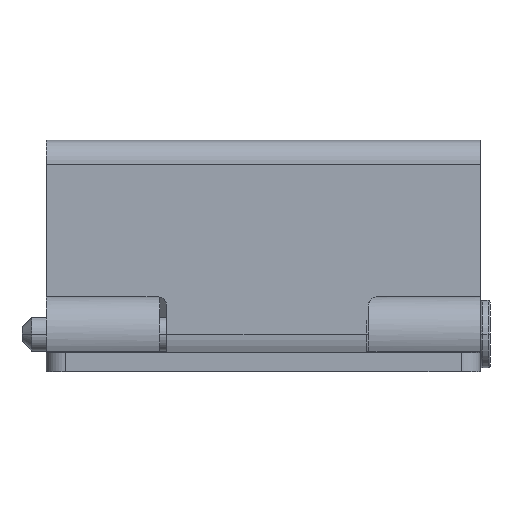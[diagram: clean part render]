
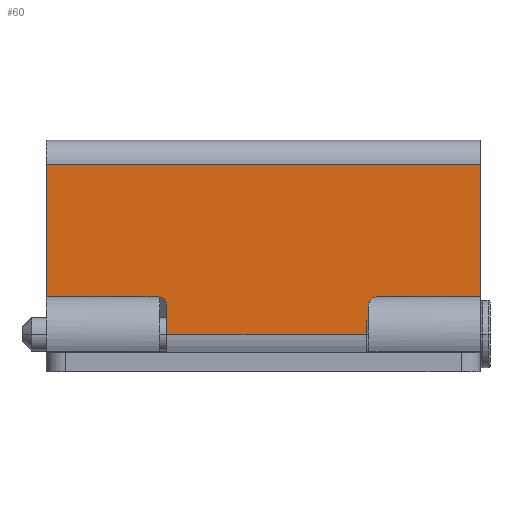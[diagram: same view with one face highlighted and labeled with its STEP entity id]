
A CAD part, left-side view. The second image highlights one B-rep face of the part: STEP entity #60.
In plain terms, the highlighted planar face has unit normal (-1, 0, 0.002).
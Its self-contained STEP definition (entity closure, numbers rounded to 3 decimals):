
#60=ADVANCED_FACE('',(#154),#1461,.T.);
#154=FACE_OUTER_BOUND('',#242,.T.);
#242=EDGE_LOOP('',(#492,#493,#494,#495,#496,#497,#498,#499,#500,#501));
#492=ORIENTED_EDGE('',*,*,#860,.T.);
#493=ORIENTED_EDGE('',*,*,#830,.T.);
#494=ORIENTED_EDGE('',*,*,#831,.F.);
#495=ORIENTED_EDGE('',*,*,#832,.F.);
#496=ORIENTED_EDGE('',*,*,#858,.T.);
#497=ORIENTED_EDGE('',*,*,#906,.T.);
#498=ORIENTED_EDGE('',*,*,#857,.T.);
#499=ORIENTED_EDGE('',*,*,#833,.F.);
#500=ORIENTED_EDGE('',*,*,#871,.T.);
#501=ORIENTED_EDGE('',*,*,#904,.T.);
#830=EDGE_CURVE('',#1331,#1360,#1207,.T.);
#831=EDGE_CURVE('',#1361,#1360,#1208,.T.);
#832=EDGE_CURVE('',#1328,#1361,#1209,.T.);
#833=EDGE_CURVE('',#1330,#1329,#1210,.T.);
#857=EDGE_CURVE('',#1368,#1329,#1234,.T.);
#858=EDGE_CURVE('',#1328,#1369,#1235,.T.);
#860=EDGE_CURVE('',#1370,#1331,#1236,.T.);
#871=EDGE_CURVE('',#1330,#1374,#1245,.T.);
#904=EDGE_CURVE('',#1374,#1370,#1258,.T.);
#906=EDGE_CURVE('',#1369,#1368,#1260,.T.);
#1207=B_SPLINE_CURVE_WITH_KNOTS('',1,(#2446,#2447),.UNSPECIFIED.,.F.,.F.,
(2,2),(-201.087,-187.38),.UNSPECIFIED.);
#1208=B_SPLINE_CURVE_WITH_KNOTS('',1,(#2448,#2449),.UNSPECIFIED.,.F.,.F.,
(2,2),(0.,45.),.UNSPECIFIED.);
#1209=B_SPLINE_CURVE_WITH_KNOTS('',1,(#2450,#2451),.UNSPECIFIED.,.F.,.F.,
(2,2),(-201.087,-187.38),.UNSPECIFIED.);
#1210=B_SPLINE_CURVE_WITH_KNOTS('',1,(#2452,#2453),.UNSPECIFIED.,.F.,.F.,
(2,2),(11.6,32.5),.UNSPECIFIED.);
#1234=B_SPLINE_CURVE_WITH_KNOTS('',1,(#2500,#2501),.UNSPECIFIED.,.F.,.F.,
(2,2),(202.087,204.979),.UNSPECIFIED.);
#1235=B_SPLINE_CURVE_WITH_KNOTS('',1,(#2502,#2503),.UNSPECIFIED.,.F.,.F.,
(2,2),(7.8,19.3),.UNSPECIFIED.);
#1236=B_SPLINE_CURVE_WITH_KNOTS('',1,(#2506,#2507),.UNSPECIFIED.,.F.,.F.,
(2,2),(57.8,68.4),.UNSPECIFIED.);
#1245=B_SPLINE_CURVE_WITH_KNOTS('',1,(#2530,#2531),.UNSPECIFIED.,.F.,.F.,
(2,2),(-204.979,-202.087),.UNSPECIFIED.);
#1258=B_SPLINE_CURVE_WITH_KNOTS('',3,(#2630,#2631,#2632,#2633,#2634,#2635,
#2636,#2637,#2638,#2639,#2640,#2641,#2642,#2643,#2644,#2645,#2646,#2647,
#2648,#2649),.UNSPECIFIED.,.F.,.F.,(4,1,1,1,1,1,1,1,1,1,1,1,1,1,1,1,1,4),
(0.,0.085,0.172,0.262,0.354,
0.447,0.543,0.639,0.736,
0.834,0.931,1.027,1.123,1.217,
1.309,1.398,1.486,1.57),
 .UNSPECIFIED.);
#1260=B_SPLINE_CURVE_WITH_KNOTS('',3,(#2670,#2671,#2672,#2673,#2674,#2675,
#2676,#2677,#2678,#2679,#2680,#2681,#2682,#2683,#2684,#2685,#2686,#2687,
#2688,#2689),.UNSPECIFIED.,.F.,.F.,(4,1,1,1,1,1,1,1,1,1,1,1,1,1,1,1,1,4),
(0.,0.085,0.172,0.262,0.354,
0.447,0.543,0.639,0.736,
0.834,0.931,1.027,1.123,1.217,
1.309,1.398,1.486,1.57),
 .UNSPECIFIED.);
#1328=VERTEX_POINT('',#2386);
#1329=VERTEX_POINT('',#2387);
#1330=VERTEX_POINT('',#2388);
#1331=VERTEX_POINT('',#2389);
#1360=VERTEX_POINT('',#2418);
#1361=VERTEX_POINT('',#2419);
#1368=VERTEX_POINT('',#2426);
#1369=VERTEX_POINT('',#2427);
#1370=VERTEX_POINT('',#2428);
#1374=VERTEX_POINT('',#2432);
#1461=PLANE('',#1650);
#1650=AXIS2_PLACEMENT_3D('',#2354,#1872,$);
#1872=DIRECTION('',(-1.,0.,0.002));
#2354=CARTESIAN_POINT('',(-7.685,0.,0.744));
#2386=CARTESIAN_POINT('',(-7.678,45.,4.637));
#2387=CARTESIAN_POINT('',(-7.685,32.5,0.744));
#2388=CARTESIAN_POINT('',(-7.685,11.6,0.744));
#2389=CARTESIAN_POINT('',(-7.678,0.,4.637));
#2418=CARTESIAN_POINT('',(-7.65,0.,18.344));
#2419=CARTESIAN_POINT('',(-7.65,45.,18.344));
#2426=CARTESIAN_POINT('',(-7.68,32.5,3.637));
#2427=CARTESIAN_POINT('',(-7.678,33.5,4.637));
#2428=CARTESIAN_POINT('',(-7.678,10.6,4.637));
#2432=CARTESIAN_POINT('',(-7.68,11.6,3.637));
#2446=CARTESIAN_POINT('',(-7.678,0.,4.637));
#2447=CARTESIAN_POINT('',(-7.65,0.,18.344));
#2448=CARTESIAN_POINT('',(-7.65,45.,18.344));
#2449=CARTESIAN_POINT('',(-7.65,0.,18.344));
#2450=CARTESIAN_POINT('',(-7.678,45.,4.637));
#2451=CARTESIAN_POINT('',(-7.65,45.,18.344));
#2452=CARTESIAN_POINT('',(-7.685,11.6,0.744));
#2453=CARTESIAN_POINT('',(-7.685,32.5,0.744));
#2500=CARTESIAN_POINT('',(-7.68,32.5,3.637));
#2501=CARTESIAN_POINT('',(-7.685,32.5,0.744));
#2502=CARTESIAN_POINT('',(-7.678,45.,4.637));
#2503=CARTESIAN_POINT('',(-7.678,33.5,4.637));
#2506=CARTESIAN_POINT('',(-7.678,10.6,4.637));
#2507=CARTESIAN_POINT('',(-7.678,0.,4.637));
#2530=CARTESIAN_POINT('',(-7.685,11.6,0.744));
#2531=CARTESIAN_POINT('',(-7.68,11.6,3.637));
#2630=CARTESIAN_POINT('',(-7.68,11.6,3.637));
#2631=CARTESIAN_POINT('',(-7.679,11.6,3.665));
#2632=CARTESIAN_POINT('',(-7.679,11.598,3.722));
#2633=CARTESIAN_POINT('',(-7.679,11.586,3.809));
#2634=CARTESIAN_POINT('',(-7.679,11.567,3.896));
#2635=CARTESIAN_POINT('',(-7.679,11.539,3.984));
#2636=CARTESIAN_POINT('',(-7.679,11.503,4.071));
#2637=CARTESIAN_POINT('',(-7.679,11.457,4.154));
#2638=CARTESIAN_POINT('',(-7.678,11.404,4.235));
#2639=CARTESIAN_POINT('',(-7.678,11.342,4.31));
#2640=CARTESIAN_POINT('',(-7.678,11.273,4.379));
#2641=CARTESIAN_POINT('',(-7.678,11.198,4.44));
#2642=CARTESIAN_POINT('',(-7.678,11.118,4.494));
#2643=CARTESIAN_POINT('',(-7.678,11.034,4.539));
#2644=CARTESIAN_POINT('',(-7.678,10.947,4.576));
#2645=CARTESIAN_POINT('',(-7.678,10.86,4.604));
#2646=CARTESIAN_POINT('',(-7.678,10.772,4.623));
#2647=CARTESIAN_POINT('',(-7.678,10.685,4.634));
#2648=CARTESIAN_POINT('',(-7.678,10.628,4.637));
#2649=CARTESIAN_POINT('',(-7.678,10.6,4.637));
#2670=CARTESIAN_POINT('',(-7.678,33.5,4.637));
#2671=CARTESIAN_POINT('',(-7.678,33.472,4.637));
#2672=CARTESIAN_POINT('',(-7.678,33.415,4.634));
#2673=CARTESIAN_POINT('',(-7.678,33.328,4.623));
#2674=CARTESIAN_POINT('',(-7.678,33.24,4.604));
#2675=CARTESIAN_POINT('',(-7.678,33.153,4.576));
#2676=CARTESIAN_POINT('',(-7.678,33.066,4.539));
#2677=CARTESIAN_POINT('',(-7.678,32.982,4.494));
#2678=CARTESIAN_POINT('',(-7.678,32.902,4.44));
#2679=CARTESIAN_POINT('',(-7.678,32.827,4.379));
#2680=CARTESIAN_POINT('',(-7.678,32.758,4.31));
#2681=CARTESIAN_POINT('',(-7.678,32.696,4.235));
#2682=CARTESIAN_POINT('',(-7.679,32.643,4.154));
#2683=CARTESIAN_POINT('',(-7.679,32.597,4.071));
#2684=CARTESIAN_POINT('',(-7.679,32.561,3.984));
#2685=CARTESIAN_POINT('',(-7.679,32.533,3.896));
#2686=CARTESIAN_POINT('',(-7.679,32.514,3.809));
#2687=CARTESIAN_POINT('',(-7.679,32.502,3.722));
#2688=CARTESIAN_POINT('',(-7.679,32.5,3.665));
#2689=CARTESIAN_POINT('',(-7.68,32.5,3.637));
